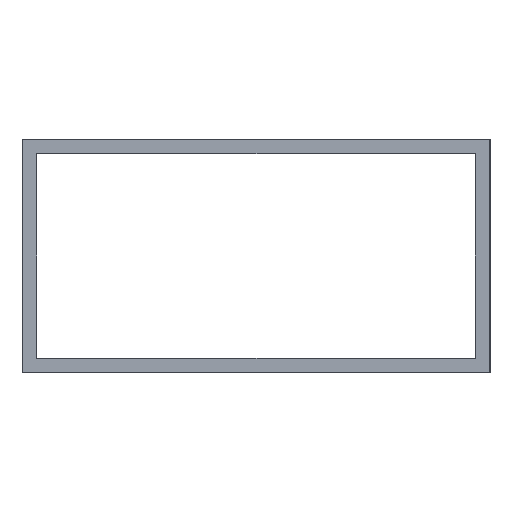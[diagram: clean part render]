
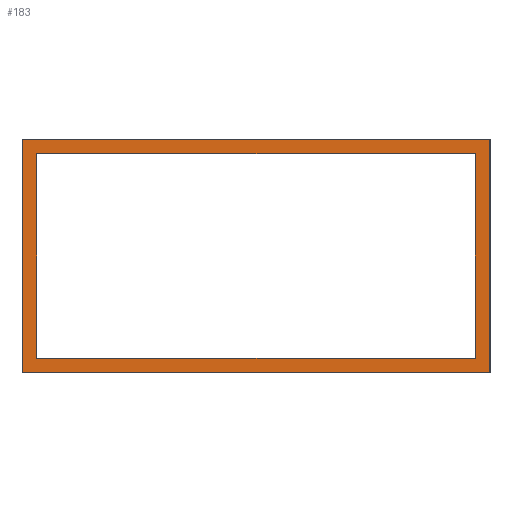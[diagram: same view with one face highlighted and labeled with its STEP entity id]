
A CAD part, left-side view. The second image highlights one B-rep face of the part: STEP entity #183.
In plain terms, the highlighted planar face has unit normal (-1, 0, 0).
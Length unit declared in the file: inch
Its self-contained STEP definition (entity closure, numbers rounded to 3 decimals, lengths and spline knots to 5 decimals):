
#2 = DIRECTION ( 'NONE',  ( 0., 1., 0. ) ) ;
#11 = EDGE_CURVE ( 'NONE', #198, #19, #196, .T. ) ;
#17 = CARTESIAN_POINT ( 'NONE',  ( -23.5, 0.9375, 0.4375 ) ) ;
#19 = VERTEX_POINT ( 'NONE', #78 ) ;
#22 = VERTEX_POINT ( 'NONE', #54 ) ;
#40 = VECTOR ( 'NONE', #307, 39.37008 ) ;
#44 = EDGE_CURVE ( 'NONE', #102, #181, #165, .T. ) ;
#45 = DIRECTION ( 'NONE',  ( 0., 0., -1. ) ) ;
#54 = CARTESIAN_POINT ( 'NONE',  ( -23.5, -0.9375, -0.4375 ) ) ;
#63 = LINE ( 'NONE', #254, #121 ) ;
#73 = EDGE_LOOP ( 'NONE', ( #277, #266, #261, #186 ) ) ;
#74 = CARTESIAN_POINT ( 'NONE',  ( -23.5, -1., 0.5 ) ) ;
#77 = CARTESIAN_POINT ( 'NONE',  ( -23.5, -1., -0.5 ) ) ;
#78 = CARTESIAN_POINT ( 'NONE',  ( -23.5, 1., 0.5 ) ) ;
#88 = DIRECTION ( 'NONE',  ( 1., 0., 0. ) ) ;
#92 = CARTESIAN_POINT ( 'NONE',  ( -23.5, 0.9375, -0.4375 ) ) ;
#100 = LINE ( 'NONE', #214, #220 ) ;
#102 = VERTEX_POINT ( 'NONE', #92 ) ;
#103 = CARTESIAN_POINT ( 'NONE',  ( -23.5, -1., 0.5 ) ) ;
#117 = EDGE_CURVE ( 'NONE', #288, #242, #203, .T. ) ;
#119 = FACE_BOUND ( 'NONE', #73, .T. ) ;
#121 = VECTOR ( 'NONE', #170, 39.37008 ) ;
#129 = ORIENTED_EDGE ( 'NONE', *, *, #117, .F. ) ;
#145 = EDGE_CURVE ( 'NONE', #181, #166, #313, .T. ) ;
#153 = ORIENTED_EDGE ( 'NONE', *, *, #332, .F. ) ;
#159 = EDGE_LOOP ( 'NONE', ( #153, #129, #270, #207 ) ) ;
#162 = DIRECTION ( 'NONE',  ( 0., 0., 1. ) ) ;
#164 = VECTOR ( 'NONE', #278, 39.37008 ) ;
#165 = LINE ( 'NONE', #252, #341 ) ;
#166 = VERTEX_POINT ( 'NONE', #230 ) ;
#169 = CARTESIAN_POINT ( 'NONE',  ( -23.5, 0., 0.4375 ) ) ;
#170 = DIRECTION ( 'NONE',  ( 0., 1., 0. ) ) ;
#173 = VECTOR ( 'NONE', #225, 39.37008 ) ;
#174 = CARTESIAN_POINT ( 'NONE',  ( -23.5, 1., -0.5 ) ) ;
#180 = PLANE ( 'NONE',  #204 ) ;
#181 = VERTEX_POINT ( 'NONE', #17 ) ;
#183 = ADVANCED_FACE ( 'NONE', ( #256, #119 ), #180, .F. ) ;
#186 = ORIENTED_EDGE ( 'NONE', *, *, #249, .T. ) ;
#187 = DIRECTION ( 'NONE',  ( 0., 0., -1. ) ) ;
#192 = LINE ( 'NONE', #74, #335 ) ;
#196 = LINE ( 'NONE', #298, #164 ) ;
#198 = VERTEX_POINT ( 'NONE', #174 ) ;
#199 = CARTESIAN_POINT ( 'NONE',  ( -23.5, -1., 0.5 ) ) ;
#203 = LINE ( 'NONE', #199, #40 ) ;
#204 = AXIS2_PLACEMENT_3D ( 'NONE', #289, #88, #45 ) ;
#207 = ORIENTED_EDGE ( 'NONE', *, *, #11, .F. ) ;
#210 = EDGE_CURVE ( 'NONE', #22, #102, #63, .T. ) ;
#214 = CARTESIAN_POINT ( 'NONE',  ( -23.5, -0.9375, 0. ) ) ;
#220 = VECTOR ( 'NONE', #187, 39.37008 ) ;
#225 = DIRECTION ( 'NONE',  ( 0., -1., 0. ) ) ;
#230 = CARTESIAN_POINT ( 'NONE',  ( -23.5, -0.9375, 0.4375 ) ) ;
#242 = VERTEX_POINT ( 'NONE', #294 ) ;
#249 = EDGE_CURVE ( 'NONE', #166, #22, #100, .T. ) ;
#252 = CARTESIAN_POINT ( 'NONE',  ( -23.5, 0.9375, 0. ) ) ;
#254 = CARTESIAN_POINT ( 'NONE',  ( -23.5, 0., -0.4375 ) ) ;
#256 = FACE_OUTER_BOUND ( 'NONE', #159, .T. ) ;
#261 = ORIENTED_EDGE ( 'NONE', *, *, #145, .T. ) ;
#266 = ORIENTED_EDGE ( 'NONE', *, *, #44, .T. ) ;
#270 = ORIENTED_EDGE ( 'NONE', *, *, #272, .F. ) ;
#272 = EDGE_CURVE ( 'NONE', #19, #288, #192, .T. ) ;
#277 = ORIENTED_EDGE ( 'NONE', *, *, #210, .T. ) ;
#278 = DIRECTION ( 'NONE',  ( 0., 0., 1. ) ) ;
#288 = VERTEX_POINT ( 'NONE', #103 ) ;
#289 = CARTESIAN_POINT ( 'NONE',  ( -23.5, 0., 0. ) ) ;
#291 = VECTOR ( 'NONE', #2, 39.37008 ) ;
#294 = CARTESIAN_POINT ( 'NONE',  ( -23.5, -1., -0.5 ) ) ;
#298 = CARTESIAN_POINT ( 'NONE',  ( -23.5, 1., 0.5 ) ) ;
#307 = DIRECTION ( 'NONE',  ( 0., 0., -1. ) ) ;
#313 = LINE ( 'NONE', #169, #173 ) ;
#321 = LINE ( 'NONE', #77, #291 ) ;
#332 = EDGE_CURVE ( 'NONE', #242, #198, #321, .T. ) ;
#335 = VECTOR ( 'NONE', #345, 39.37008 ) ;
#341 = VECTOR ( 'NONE', #162, 39.37008 ) ;
#345 = DIRECTION ( 'NONE',  ( 0., -1., 0. ) ) ;
